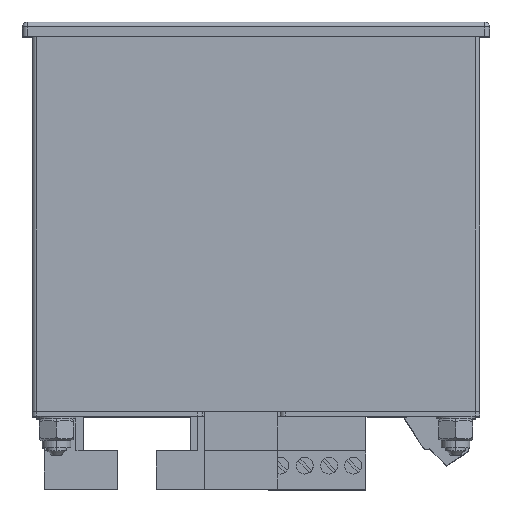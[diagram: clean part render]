
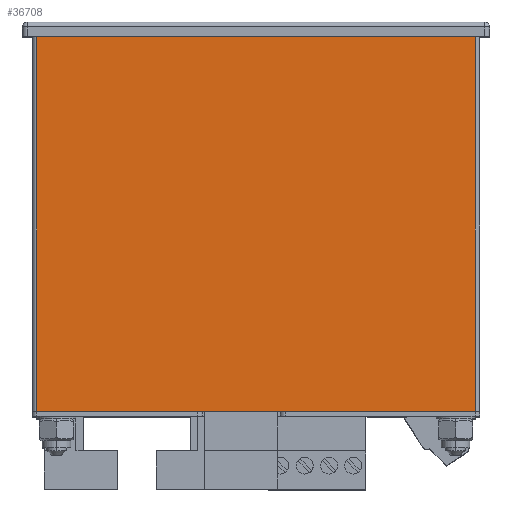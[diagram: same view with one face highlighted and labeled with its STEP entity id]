
A CAD part, top view. The second image highlights one B-rep face of the part: STEP entity #36708.
In plain terms, the highlighted planar face has unit normal (0, 0, 1).
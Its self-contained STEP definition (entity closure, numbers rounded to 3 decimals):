
#36591=CARTESIAN_POINT('',(45.,0.,46.));
#36592=VERTEX_POINT('',#36591);
#36593=CARTESIAN_POINT('',(-45.,0.,46.));
#36594=VERTEX_POINT('',#36593);
#36595=CARTESIAN_POINT('',(45.,0.,46.));
#36596=DIRECTION('',(-1.,0.,0.));
#36597=VECTOR('',#36596,90.);
#36598=LINE('',#36595,#36597);
#36599=EDGE_CURVE('',#36592,#36594,#36598,.T.);
#36678=CARTESIAN_POINT('',(46.,-77.,46.));
#36679=DIRECTION('',(0.,0.,-1.));
#36680=DIRECTION('',(-1.,0.,0.));
#36681=AXIS2_PLACEMENT_3D('',#36678,#36679,#36680);
#36682=PLANE('',#36681);
#36683=CARTESIAN_POINT('',(45.,-77.,46.));
#36684=VERTEX_POINT('',#36683);
#36685=CARTESIAN_POINT('',(-45.,-77.,46.));
#36686=VERTEX_POINT('',#36685);
#36687=CARTESIAN_POINT('',(45.,-77.,46.));
#36688=DIRECTION('',(-1.,0.,0.));
#36689=VECTOR('',#36688,90.);
#36690=LINE('',#36687,#36689);
#36691=EDGE_CURVE('',#36684,#36686,#36690,.T.);
#36692=ORIENTED_EDGE('',*,*,#36691,.F.);
#36693=CARTESIAN_POINT('',(45.,-77.,46.));
#36694=DIRECTION('',(0.,1.,0.));
#36695=VECTOR('',#36694,77.);
#36696=LINE('',#36693,#36695);
#36697=EDGE_CURVE('',#36684,#36592,#36696,.T.);
#36698=ORIENTED_EDGE('',*,*,#36697,.T.);
#36699=ORIENTED_EDGE('',*,*,#36599,.T.);
#36700=CARTESIAN_POINT('',(-45.,0.,46.));
#36701=DIRECTION('',(-0.,-1.,-0.));
#36702=VECTOR('',#36701,77.);
#36703=LINE('',#36700,#36702);
#36704=EDGE_CURVE('',#36594,#36686,#36703,.T.);
#36705=ORIENTED_EDGE('',*,*,#36704,.T.);
#36706=EDGE_LOOP('',(#36692,#36698,#36699,#36705));
#36707=FACE_BOUND('',#36706,.T.);
#36708=ADVANCED_FACE('',(#36707),#36682,.F.);
